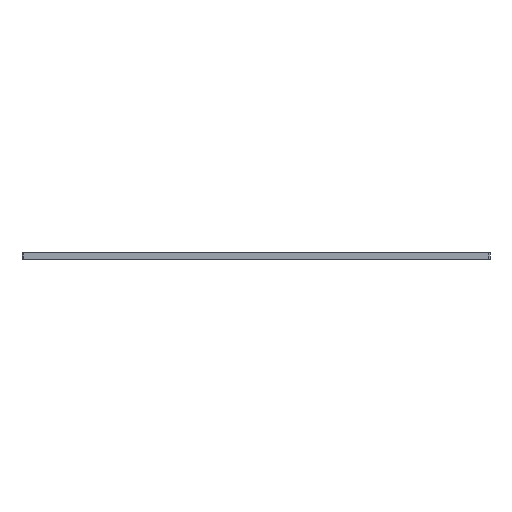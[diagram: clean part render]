
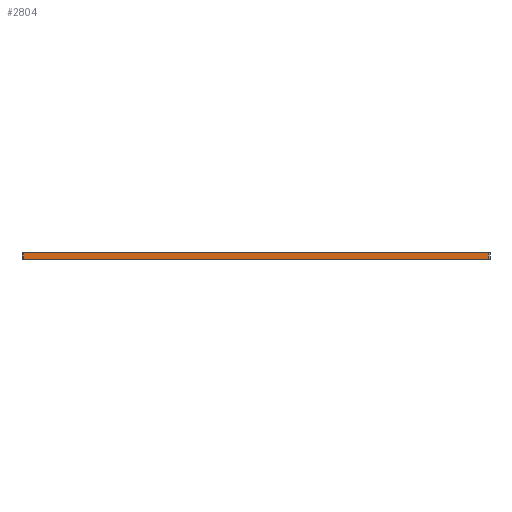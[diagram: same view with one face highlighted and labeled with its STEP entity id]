
A CAD part, left-side view. The second image highlights one B-rep face of the part: STEP entity #2804.
In plain terms, the highlighted planar face has unit normal (-1, 0, 0).
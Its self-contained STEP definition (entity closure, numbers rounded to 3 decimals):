
#111 = DIRECTION ( 'NONE',  ( 0., -1., 0. ) ) ;
#122 = FACE_OUTER_BOUND ( 'NONE', #3323, .T. ) ;
#142 = CARTESIAN_POINT ( 'NONE',  ( -210., -208.5, 6. ) ) ;
#192 = VERTEX_POINT ( 'NONE', #142 ) ;
#473 = EDGE_CURVE ( 'NONE', #654, #192, #3281, .T. ) ;
#654 = VERTEX_POINT ( 'NONE', #1325 ) ;
#699 = ORIENTED_EDGE ( 'NONE', *, *, #1231, .T. ) ;
#896 = VERTEX_POINT ( 'NONE', #1507 ) ;
#1003 = EDGE_CURVE ( 'NONE', #896, #192, #2943, .T. ) ;
#1074 = DIRECTION ( 'NONE',  ( 0., -1., 0. ) ) ;
#1093 = CARTESIAN_POINT ( 'NONE',  ( -210., -210., 6. ) ) ;
#1136 = ORIENTED_EDGE ( 'NONE', *, *, #473, .F. ) ;
#1231 = EDGE_CURVE ( 'NONE', #2356, #896, #1987, .T. ) ;
#1325 = CARTESIAN_POINT ( 'NONE',  ( -210., 208.5, 6. ) ) ;
#1406 = VECTOR ( 'NONE', #111, 1000. ) ;
#1460 = PLANE ( 'NONE',  #3350 ) ;
#1488 = CARTESIAN_POINT ( 'NONE',  ( -210., 208.5, 6. ) ) ;
#1507 = CARTESIAN_POINT ( 'NONE',  ( -210., -208.5, 0. ) ) ;
#1525 = VECTOR ( 'NONE', #2390, 1000. ) ;
#1560 = DIRECTION ( 'NONE',  ( 0., 0., -1. ) ) ;
#1647 = VECTOR ( 'NONE', #1560, 1000. ) ;
#1720 = ORIENTED_EDGE ( 'NONE', *, *, #1003, .T. ) ;
#1728 = CARTESIAN_POINT ( 'NONE',  ( -210., -210., 6. ) ) ;
#1734 = EDGE_CURVE ( 'NONE', #654, #2356, #2389, .T. ) ;
#1767 = VECTOR ( 'NONE', #1074, 1000. ) ;
#1987 = LINE ( 'NONE', #2601, #1406 ) ;
#2267 = DIRECTION ( 'NONE',  ( 1., 0., 0. ) ) ;
#2356 = VERTEX_POINT ( 'NONE', #3017 ) ;
#2389 = LINE ( 'NONE', #1488, #1647 ) ;
#2390 = DIRECTION ( 'NONE',  ( 0., 0., 1. ) ) ;
#2601 = CARTESIAN_POINT ( 'NONE',  ( -210., -210., 0. ) ) ;
#2804 = ADVANCED_FACE ( 'NONE', ( #122 ), #1460, .F. ) ;
#2943 = LINE ( 'NONE', #3254, #1525 ) ;
#3017 = CARTESIAN_POINT ( 'NONE',  ( -210., 208.5, 0. ) ) ;
#3254 = CARTESIAN_POINT ( 'NONE',  ( -210., -208.5, 6. ) ) ;
#3255 = ORIENTED_EDGE ( 'NONE', *, *, #1734, .T. ) ;
#3281 = LINE ( 'NONE', #1093, #1767 ) ;
#3310 = DIRECTION ( 'NONE',  ( 0., 0., -1. ) ) ;
#3323 = EDGE_LOOP ( 'NONE', ( #699, #1720, #1136, #3255 ) ) ;
#3350 = AXIS2_PLACEMENT_3D ( 'NONE', #1728, #2267, #3310 ) ;
